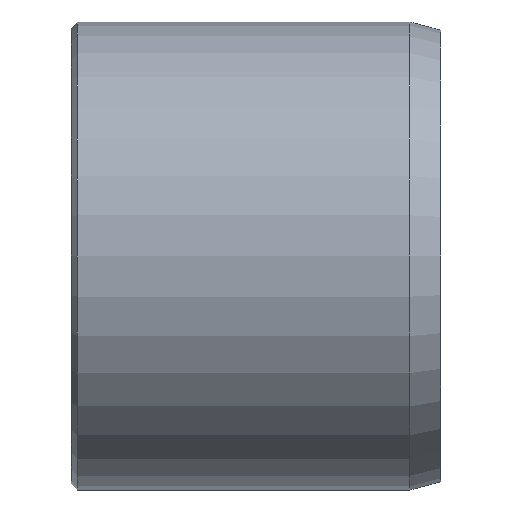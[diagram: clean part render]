
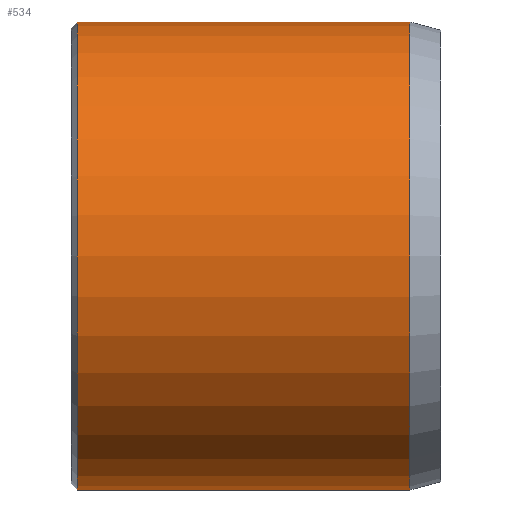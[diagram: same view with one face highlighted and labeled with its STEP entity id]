
A CAD part, front view. The second image highlights one B-rep face of the part: STEP entity #534.
In plain terms, the highlighted cylindrical face has radius 19 mm (diameter 38 mm), a partial arc.
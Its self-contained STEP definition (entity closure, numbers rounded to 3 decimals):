
#21 = EDGE_CURVE ( 'NONE', #277, #249, #293, .T. ) ;
#59 = CARTESIAN_POINT ( 'NONE',  ( 27.5, 0., 0. ) ) ;
#60 = FACE_OUTER_BOUND ( 'NONE', #106, .T. ) ;
#73 = EDGE_CURVE ( 'NONE', #297, #477, #462, .T. ) ;
#84 = CARTESIAN_POINT ( 'NONE',  ( 0., 0., 0. ) ) ;
#86 = ORIENTED_EDGE ( 'NONE', *, *, #194, .T. ) ;
#91 = DIRECTION ( 'NONE',  ( 0., 0., 1. ) ) ;
#106 = EDGE_LOOP ( 'NONE', ( #207, #86, #236, #503 ) ) ;
#143 = CIRCLE ( 'NONE', #439, 19. ) ;
#164 = CARTESIAN_POINT ( 'NONE',  ( 0.5, 0., -19. ) ) ;
#186 = CARTESIAN_POINT ( 'NONE',  ( 0.5, 0., 19. ) ) ;
#187 = DIRECTION ( 'NONE',  ( -1., 0., 0. ) ) ;
#194 = EDGE_CURVE ( 'NONE', #297, #277, #143, .T. ) ;
#207 = ORIENTED_EDGE ( 'NONE', *, *, #73, .F. ) ;
#220 = CARTESIAN_POINT ( 'NONE',  ( 27.5, 0., -19. ) ) ;
#236 = ORIENTED_EDGE ( 'NONE', *, *, #21, .T. ) ;
#248 = VECTOR ( 'NONE', #470, 1000. ) ;
#249 = VERTEX_POINT ( 'NONE', #186 ) ;
#277 = VERTEX_POINT ( 'NONE', #280 ) ;
#280 = CARTESIAN_POINT ( 'NONE',  ( 27.5, 0., 19. ) ) ;
#293 = LINE ( 'NONE', #296, #248 ) ;
#296 = CARTESIAN_POINT ( 'NONE',  ( 0., 0., 19. ) ) ;
#297 = VERTEX_POINT ( 'NONE', #220 ) ;
#304 = CYLINDRICAL_SURFACE ( 'NONE', #391, 19. ) ;
#350 = VECTOR ( 'NONE', #363, 1000. ) ;
#360 = CARTESIAN_POINT ( 'NONE',  ( 0., 0., -19. ) ) ;
#362 = DIRECTION ( 'NONE',  ( -1., 0., 0. ) ) ;
#363 = DIRECTION ( 'NONE',  ( -1., 0., 0. ) ) ;
#367 = CARTESIAN_POINT ( 'NONE',  ( 0.5, 0., 0. ) ) ;
#373 = DIRECTION ( 'NONE',  ( 0., 0., 1. ) ) ;
#391 = AXIS2_PLACEMENT_3D ( 'NONE', #84, #362, #91 ) ;
#427 = EDGE_CURVE ( 'NONE', #249, #477, #443, .T. ) ;
#439 = AXIS2_PLACEMENT_3D ( 'NONE', #59, #187, #373 ) ;
#443 = CIRCLE ( 'NONE', #508, 19. ) ;
#462 = LINE ( 'NONE', #360, #350 ) ;
#469 = DIRECTION ( 'NONE',  ( 0., 0., -1. ) ) ;
#470 = DIRECTION ( 'NONE',  ( -1., 0., 0. ) ) ;
#477 = VERTEX_POINT ( 'NONE', #164 ) ;
#503 = ORIENTED_EDGE ( 'NONE', *, *, #427, .T. ) ;
#508 = AXIS2_PLACEMENT_3D ( 'NONE', #367, #553, #469 ) ;
#534 = ADVANCED_FACE ( 'NONE', ( #60 ), #304, .T. ) ;
#553 = DIRECTION ( 'NONE',  ( 1., 0., 0. ) ) ;
